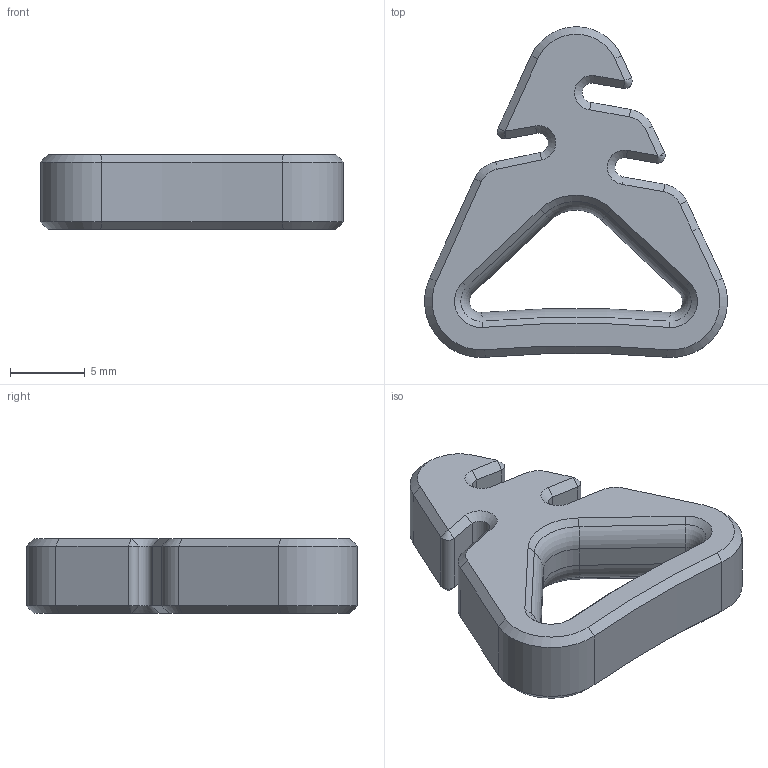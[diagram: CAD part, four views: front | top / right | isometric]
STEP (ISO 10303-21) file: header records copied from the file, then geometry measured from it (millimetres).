
FILE_DESCRIPTION(/* description */ (''),/* implementation_level */ '2;1');
FILE_NAME(/* name */ 'WebbingQuickLoopV4.step',/* time_stamp */ '2018-05-20T09:23:57-06:00',/* author */ (''),/* organization */ (''),/* preprocessor_version */ 'ST-DEVELOPER v17',/* originating_system */ 'Autodesk Translation Framework v7.1.0.215',/* authorisation */ '');
FILE_SCHEMA (('AUTOMOTIVE_DESIGN { 1 0 10303 214 3 1 1 }'));
Length unit declared in the file: millimetre
Products named in the file (1): WebbingQuickLoopV4
Bounding box: 20.22 x 22.08 x 5 mm (x, y, z)
Volume: 1040.2 mm3; surface area: 954.2 mm2
Topology: 1 solids, 1 shells, 107 faces, 241 edges, 130 vertices
Faces by surface type: plane 44, cone 34, cylinder 21, torus 8
Entity records: 2904 total; most frequent: DIRECTION 529, CARTESIAN_POINT 497, ORIENTED_EDGE 470, EDGE_CURVE 235, AXIS2_PLACEMENT_3D 190, LINE 149, VECTOR 149, VERTEX_POINT 130
